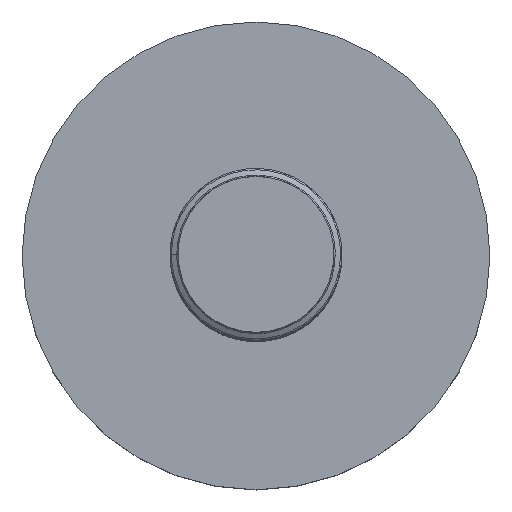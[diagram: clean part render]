
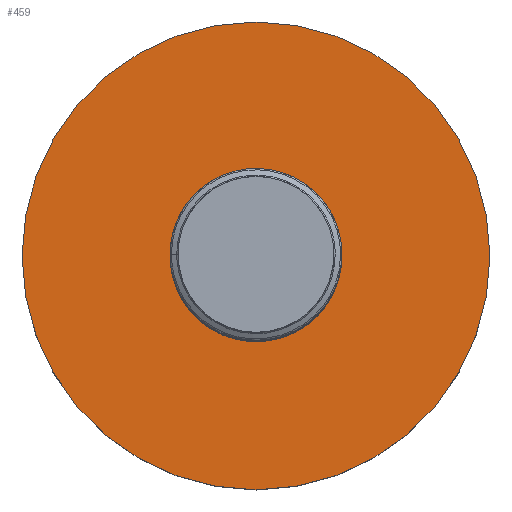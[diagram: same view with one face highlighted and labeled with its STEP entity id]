
A CAD part, top view. The second image highlights one B-rep face of the part: STEP entity #459.
In plain terms, the highlighted planar face has unit normal (0, 0, 1).
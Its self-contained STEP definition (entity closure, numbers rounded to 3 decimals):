
#167 = PLANE ( 'NONE',  #13468 ) ;
#459 = ADVANCED_FACE ( 'NONE', ( #10584, #19058 ), #167, .F. ) ;
#515 = VERTEX_POINT ( 'NONE', #22374 ) ;
#2765 = ORIENTED_EDGE ( 'NONE', *, *, #14681, .F. ) ;
#2769 = ORIENTED_EDGE ( 'NONE', *, *, #13335, .F. ) ;
#3013 = VERTEX_POINT ( 'NONE', #11608 ) ;
#3313 = ORIENTED_EDGE ( 'NONE', *, *, #24563, .F. ) ;
#4439 = EDGE_LOOP ( 'NONE', ( #27083, #2769 ) ) ;
#4811 = DIRECTION ( 'NONE',  ( 0., 0., -1. ) ) ;
#5424 = DIRECTION ( 'NONE',  ( 0., 0., -1. ) ) ;
#6043 = DIRECTION ( 'NONE',  ( 0., 0., 1. ) ) ;
#7205 = CARTESIAN_POINT ( 'NONE',  ( -15., 0., -116. ) ) ;
#7512 = DIRECTION ( 'NONE',  ( 0., 0., -1. ) ) ;
#9408 = AXIS2_PLACEMENT_3D ( 'NONE', #14367, #6043, #26626 ) ;
#10584 = FACE_BOUND ( 'NONE', #19403, .T. ) ;
#10797 = AXIS2_PLACEMENT_3D ( 'NONE', #27344, #23160, #25914 ) ;
#11538 = DIRECTION ( 'NONE',  ( -1., 0., 0. ) ) ;
#11608 = CARTESIAN_POINT ( 'NONE',  ( 45., 0., -116. ) ) ;
#11888 = VERTEX_POINT ( 'NONE', #7205 ) ;
#13335 = EDGE_CURVE ( 'NONE', #515, #3013, #22762, .T. ) ;
#13468 = AXIS2_PLACEMENT_3D ( 'NONE', #13478, #5424, #11538 ) ;
#13478 = CARTESIAN_POINT ( 'NONE',  ( 0., 0., -116. ) ) ;
#13479 = CARTESIAN_POINT ( 'NONE',  ( 15., 0., -116. ) ) ;
#14367 = CARTESIAN_POINT ( 'NONE',  ( 0., 0., -116. ) ) ;
#14681 = EDGE_CURVE ( 'NONE', #16174, #11888, #20097, .T. ) ;
#15209 = DIRECTION ( 'NONE',  ( -1., 0., 0. ) ) ;
#16174 = VERTEX_POINT ( 'NONE', #13479 ) ;
#17298 = CARTESIAN_POINT ( 'NONE',  ( 0., 0., -116. ) ) ;
#17391 = AXIS2_PLACEMENT_3D ( 'NONE', #17298, #4811, #15209 ) ;
#17826 = CIRCLE ( 'NONE', #9408, 15. ) ;
#18769 = EDGE_CURVE ( 'NONE', #3013, #515, #22286, .T. ) ;
#19058 = FACE_OUTER_BOUND ( 'NONE', #4439, .T. ) ;
#19403 = EDGE_LOOP ( 'NONE', ( #2765, #3313 ) ) ;
#20097 = CIRCLE ( 'NONE', #10797, 15. ) ;
#20160 = DIRECTION ( 'NONE',  ( -1., 0., 0. ) ) ;
#22286 = CIRCLE ( 'NONE', #17391, 45. ) ;
#22374 = CARTESIAN_POINT ( 'NONE',  ( -45., 0., -116. ) ) ;
#22516 = CARTESIAN_POINT ( 'NONE',  ( 0., 0., -116. ) ) ;
#22762 = CIRCLE ( 'NONE', #26329, 45. ) ;
#23160 = DIRECTION ( 'NONE',  ( 0., 0., 1. ) ) ;
#24563 = EDGE_CURVE ( 'NONE', #11888, #16174, #17826, .T. ) ;
#25914 = DIRECTION ( 'NONE',  ( 1., 0., 0. ) ) ;
#26329 = AXIS2_PLACEMENT_3D ( 'NONE', #22516, #7512, #20160 ) ;
#26626 = DIRECTION ( 'NONE',  ( 1., 0., 0. ) ) ;
#27083 = ORIENTED_EDGE ( 'NONE', *, *, #18769, .F. ) ;
#27344 = CARTESIAN_POINT ( 'NONE',  ( 0., 0., -116. ) ) ;
